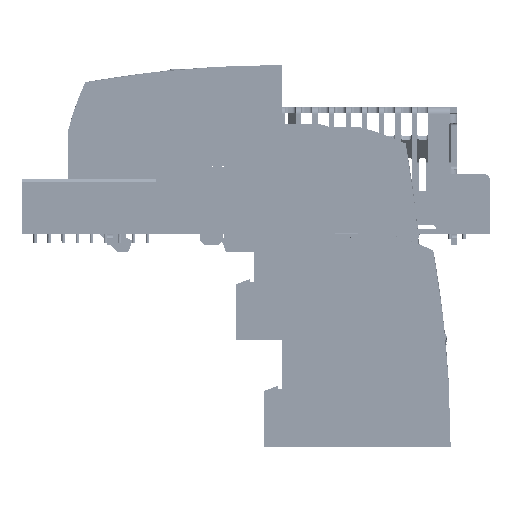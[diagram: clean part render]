
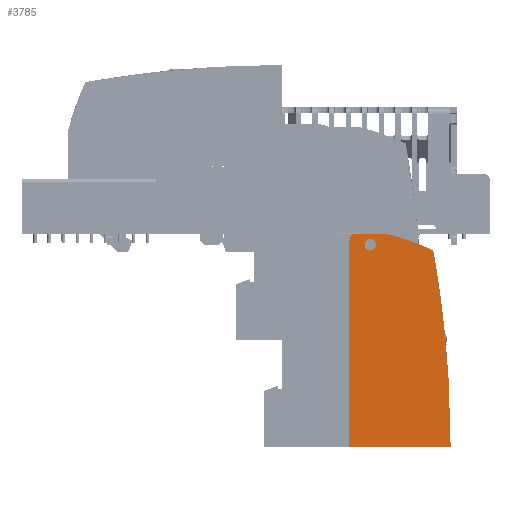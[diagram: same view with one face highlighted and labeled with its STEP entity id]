
A CAD part, left-side view. The second image highlights one B-rep face of the part: STEP entity #3785.
In plain terms, the highlighted planar face has unit normal (-1, 0, 0).
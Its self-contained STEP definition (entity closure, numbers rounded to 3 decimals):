
#3785 = ADVANCED_FACE( '', ( #9272, #9273 ), #9274, .F. );
#9272 = FACE_OUTER_BOUND( '', #16798, .T. );
#9273 = FACE_BOUND( '', #16799, .T. );
#9274 = PLANE( '', #16800 );
#16798 = EDGE_LOOP( '', ( #28700, #28701, #28702, #28703, #28704, #28705 ) );
#16799 = EDGE_LOOP( '', ( #28706 ) );
#16800 = AXIS2_PLACEMENT_3D( '', #28707, #28708, #28709 );
#28700 = ORIENTED_EDGE( '', *, *, #49196, .F. );
#28701 = ORIENTED_EDGE( '', *, *, #49197, .F. );
#28702 = ORIENTED_EDGE( '', *, *, #47263, .F. );
#28703 = ORIENTED_EDGE( '', *, *, #49198, .F. );
#28704 = ORIENTED_EDGE( '', *, *, #49199, .F. );
#28705 = ORIENTED_EDGE( '', *, *, #49200, .F. );
#28706 = ORIENTED_EDGE( '', *, *, #47375, .T. );
#28707 = CARTESIAN_POINT( '', ( -65., -7.5, 35. ) );
#28708 = DIRECTION( '', ( 1., 0., 0. ) );
#28709 = DIRECTION( '', ( 0., 0., 1. ) );
#47263 = EDGE_CURVE( '', #56449, #56451, #56452, .T. );
#47375 = EDGE_CURVE( '', #56638, #56638, #56639, .T. );
#49196 = EDGE_CURVE( '', #59689, #59690, #59691, .T. );
#49197 = EDGE_CURVE( '', #56451, #59689, #59692, .T. );
#49198 = EDGE_CURVE( '', #59693, #56449, #59694, .T. );
#49199 = EDGE_CURVE( '', #59695, #59693, #59696, .T. );
#49200 = EDGE_CURVE( '', #59690, #59695, #59697, .T. );
#56449 = VERTEX_POINT( '', #71460 );
#56451 = VERTEX_POINT( '', #71463 );
#56452 = LINE( '', #71464, #71465 );
#56638 = VERTEX_POINT( '', #71804 );
#56639 = CIRCLE( '', #71805, 2. );
#59689 = VERTEX_POINT( '', #77374 );
#59690 = VERTEX_POINT( '', #77375 );
#59691 = CIRCLE( '', #77376, 7.5 );
#59692 = LINE( '', #77377, #77378 );
#59693 = VERTEX_POINT( '', #77379 );
#59694 = CIRCLE( '', #77380, 400. );
#59695 = VERTEX_POINT( '', #77381 );
#59696 = CIRCLE( '', #77382, 100. );
#59697 = LINE( '', #77383, #77384 );
#71460 = CARTESIAN_POINT( '', ( -65., -36.1, -37. ) );
#71463 = CARTESIAN_POINT( '', ( -65., 0., -37. ) );
#71464 = CARTESIAN_POINT( '', ( -65., -36.1, -37. ) );
#71465 = VECTOR( '', #90487, 1000. );
#71804 = CARTESIAN_POINT( '', ( -65., -5.5, 35. ) );
#71805 = AXIS2_PLACEMENT_3D( '', #90598, #90599, #90600 );
#77374 = CARTESIAN_POINT( '', ( -65., 0., 35. ) );
#77375 = CARTESIAN_POINT( '', ( -65., -1.156, 39. ) );
#77376 = AXIS2_PLACEMENT_3D( '', #92565, #92566, #92567 );
#77377 = CARTESIAN_POINT( '', ( -65., 0., 35. ) );
#77378 = VECTOR( '', #92568, 1000. );
#77379 = CARTESIAN_POINT( '', ( -65., -29.927, 33. ) );
#77380 = AXIS2_PLACEMENT_3D( '', #92569, #92570, #92571 );
#77381 = CARTESIAN_POINT( '', ( -65., -13.1, 39. ) );
#77382 = AXIS2_PLACEMENT_3D( '', #92572, #92573, #92574 );
#77383 = CARTESIAN_POINT( '', ( -65., -1.156, 39. ) );
#77384 = VECTOR( '', #92575, 1000. );
#90487 = DIRECTION( '', ( 0., 1., 0. ) );
#90598 = CARTESIAN_POINT( '', ( -65., -7.5, 35. ) );
#90599 = DIRECTION( '', ( 1., 0., 0. ) );
#90600 = DIRECTION( '', ( 0., 1., 0. ) );
#92565 = CARTESIAN_POINT( '', ( -65., -7.5, 35. ) );
#92566 = DIRECTION( '', ( 1., 0., 0. ) );
#92567 = DIRECTION( '', ( 0., 1., 0. ) );
#92568 = DIRECTION( '', ( 0., 0., 1. ) );
#92569 = CARTESIAN_POINT( '', ( -65., 363.9, -37. ) );
#92570 = DIRECTION( '', ( 1., 0., 0. ) );
#92571 = DIRECTION( '', ( 0., 1., 0. ) );
#92572 = CARTESIAN_POINT( '', ( -65., 11.937, -57.815 ) );
#92573 = DIRECTION( '', ( 1., 0., 0. ) );
#92574 = DIRECTION( '', ( 0., 1., 0. ) );
#92575 = DIRECTION( '', ( 0., -1., 0. ) );
